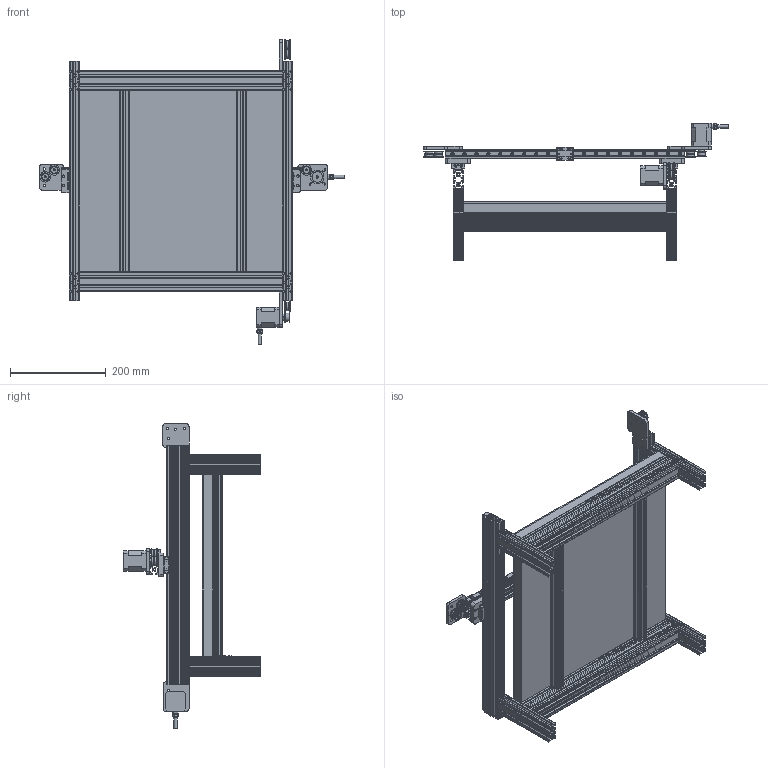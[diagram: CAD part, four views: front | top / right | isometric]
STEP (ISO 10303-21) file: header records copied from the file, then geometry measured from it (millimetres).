
FILE_DESCRIPTION(/* description */ (''),/* implementation_level */ '2;1');
FILE_NAME(/* name */ '30cf4880-cd33-4849-b3ad-3a29b0c2d27b.stp',/* time_stamp */ '2016-03-13T01:46:32+00:00',/* author */ (''),/* organization */ (''),/* preprocessor_version */ 'ST-DEVELOPER v16.2',/* originating_system */ 'Autodesk Translation Framework v4.3.0.3010',/* authorisation */ '');
FILE_SCHEMA (('AUTOMOTIVE_DESIGN { 1 0 10303 214 3 1 1 }'));
Length unit declared in the file: centimetre
Products named in the file (38): FinalAssembly.f3d v26; Actuator.f3d v16; _20-2040-500-CL; SSR20XW1SS220200B(76; MGN12C1R0500Z0HM-No-Set-E1=10; _Rail-MGN12R05001HM-10; _MGN12CZ0HM (1); _MG-P-Screw-12-N (1); _MG-Plug-Screw-12-N (1); _EndSeal-MGN12 (1); _Bolt-MG12 (1); Actuator.f3d v5; SSR20XW1SS220200B(76_1; MTR-DC17W-275D-S; MGN12C1R0500Z0HM-No-Set-E1=10_1; HWIN SINGLE.f3d v12; HWIN SINGLE.f3d v12_1; HWIN SINGLE; Leg; Bed; Cross Piece; _20-4040-425-CL; Actuator.f3d v5_1; _20-2040-500-CL_1; SSR20XW1SS220200B(76_2; V-Slot Motor Mount Plate.ipt.step.f3d v34; MTR-DC17W-275D-S_1; _MTR-DC17W-S-P5-P575; GT2 Timing Pulley v1; V-Slot Motor Mount Plate.ipt.step.f3d v15; V-Slot Idler Pulley.ipt.f3d v1; MGN12C1R0500Z0HM-No-Set-E1=10_2; _Rail-MGN12R05001HM-10_1; _MGN12CZ0HM (1)_1; _MG-P-Screw-12-N (1)_1; _MG-Plug-Screw-12-N (1)_1; _EndSeal-MGN12 (1)_1; _Bolt-MG12 (1)_1
Assembly tree (71 placements, depth 4):
  FinalAssembly.f3d v26
    Actuator.f3d v16
      _20-2040-500-CL
      SSR20XW1SS220200B(76
      MGN12C1R0500Z0HM-No-Set-E1=10
        _Rail-MGN12R05001HM-10
        _MGN12CZ0HM (1)
        _EndSeal-MGN12 (1)  x2
        _Bolt-MG12 (1)  x4
        _MG-P-Screw-12-N (1)
        _MG-Plug-Screw-12-N (1)
    Leg  x4
    Cross Piece  x2
    Actuator.f3d v5
      _20-2040-500-CL_1
      SSR20XW1SS220200B(76_1
      V-Slot Motor Mount Plate.ipt.step.f3d v34
      MTR-DC17W-275D-S
        _MTR-DC17W-S-P5-P575
      GT2 Timing Pulley v1
      V-Slot Idler Pulley.ipt.f3d v1  x3
      V-Slot Motor Mount Plate.ipt.step.f3d v15
      MGN12C1R0500Z0HM-No-Set-E1=10_1
        _Rail-MGN12R05001HM-10_1
        _MGN12CZ0HM (1)_1
        _EndSeal-MGN12 (1)_1  x2
        _Bolt-MG12 (1)_1  x4
        _MG-P-Screw-12-N (1)_1
        _MG-Plug-Screw-12-N (1)_1
    HWIN SINGLE.f3d v12
      HWIN SINGLE
    HWIN SINGLE.f3d v12_1
      HWIN SINGLE
    Bed
    _20-4040-425-CL  x2
    Actuator.f3d v5_1
      _20-2040-500-CL_1
      SSR20XW1SS220200B(76_2
      V-Slot Motor Mount Plate.ipt.step.f3d v34
      MTR-DC17W-275D-S_1
        _MTR-DC17W-S-P5-P575
      GT2 Timing Pulley v1
      V-Slot Idler Pulley.ipt.f3d v1  x3
      V-Slot Motor Mount Plate.ipt.step.f3d v15
      MGN12C1R0500Z0HM-No-Set-E1=10_2
        _Rail-MGN12R05001HM-10_1
        _MGN12CZ0HM (1)_1
        _EndSeal-MGN12 (1)_1  x2
        _Bolt-MG12 (1)_1  x4
        _MG-P-Screw-12-N (1)_1
        _MG-Plug-Screw-12-N (1)_1
Bounding box: 637 x 287.5 x 637 mm (x, y, z)
Volume: 5837532.9 mm3; surface area: 2307384.8 mm2
Topology: 59 solids, 59 shells, 3962 faces, 11102 edges, 7330 vertices
Faces by surface type: plane 1964, cylinder 1764, cone 220, torus 14
Full cylindrical faces by diameter (mm): 1.4 x18, 1.556 x6, 1.567 x12, 2 x24, 2.156 x8, 2.459 x12, 3 x4, 3.5 x60, 3.8 x12, 4.2 x6, 4.991 x2, 5 x2, 5.1 x28, 6 x60, 6.604 x2, 10.16 x4, 11.938 x2, 13 x2, 13.89 x6, 15.974 x12, 17.5 x6, 17.625 x2, 21.971 x2, 22 x16, 28 x2
Entity records: 61629 total; most frequent: CARTESIAN_POINT 10776, DIRECTION 10520, ORIENTED_EDGE 9670, EDGE_CURVE 4835, AXIS2_PLACEMENT_3D 3781, VERTEX_POINT 3353, LINE 2958, VECTOR 2958
